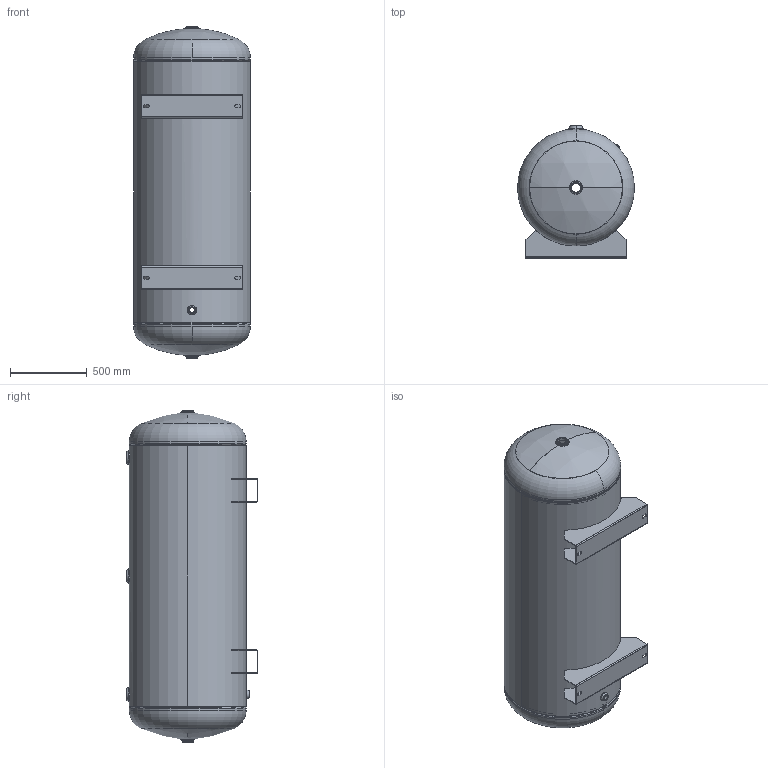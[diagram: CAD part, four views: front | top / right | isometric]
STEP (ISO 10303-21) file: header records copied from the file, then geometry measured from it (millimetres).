
FILE_DESCRIPTION (( 'STEP AP203' ), '1' );
FILE_NAME ('302484.STEP', '2012-03-06T16:26:02', ( '' ), ( '' ), 'SwSTEP 2.0', 'SolidWorks 2011', '' );
FILE_SCHEMA (( 'CONFIG_CONTROL_DESIGN' ));
Length unit declared in the file: inch
Products named in the file (1): 302484
Bounding box: 762 x 860.37 x 2165.35 mm (x, y, z)
Surface area: 11228783.6 mm2 (no closed solid volume)
Topology: 0 solids, 20 shells, 209 faces, 544 edges, 346 vertices
Faces by surface type: cylinder 81, plane 64, torus 50, sphere 8, bspline 6
Full cylindrical faces by diameter (mm): 750.468 x1, 762 x1
Entity records: 8749 total; most frequent: CARTESIAN_POINT 3475, DIRECTION 1186, ORIENTED_EDGE 964, EDGE_CURVE 544, AXIS2_PLACEMENT_3D 496, VERTEX_POINT 346, CIRCLE 292, EDGE_LOOP 240
